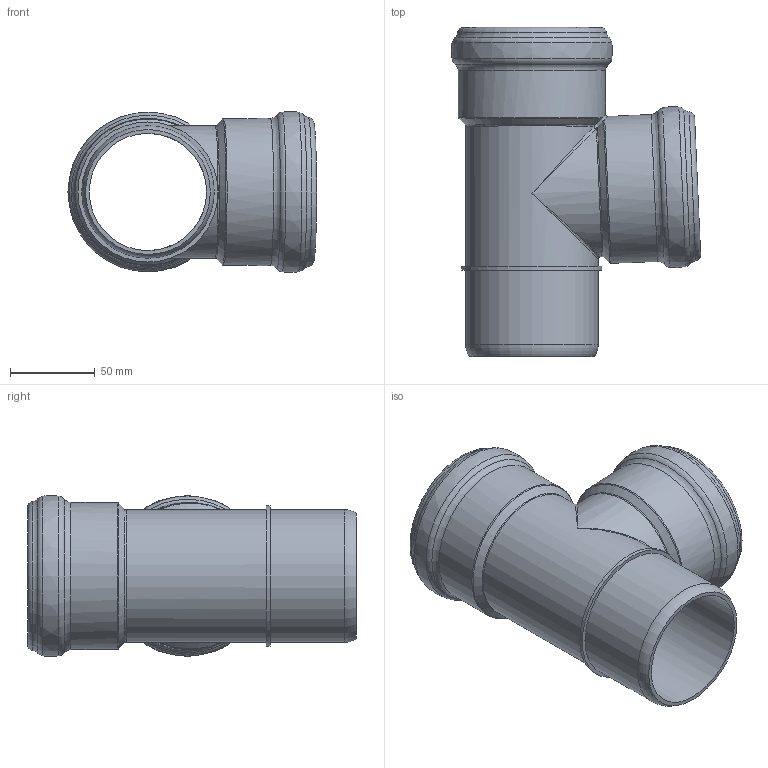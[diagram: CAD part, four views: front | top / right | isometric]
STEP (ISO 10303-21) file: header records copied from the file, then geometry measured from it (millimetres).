
FILE_DESCRIPTION(/* description */ (''),/* implementation_level */ '2;1');
FILE_NAME(/* name */ '333400z.stp',/* time_stamp */ '2024-10-01T11:38:36+02:00',/* author */ ('corinna'),/* organization */ (''),/* preprocessor_version */ 'ST-DEVELOPER v20',/* originating_system */ 'Autodesk Inventor 2024',/* authorisation */ '');
FILE_SCHEMA (('AUTOMOTIVE_DESIGN { 1 0 10303 214 3 1 1 }'));
Length unit declared in the file: millimetre
Products named in the file (1): 333400 SKOLANsafeEA Abzweiger DN_OD 78_78_87°
Bounding box: 146.67 x 193.6 x 94.8 mm (x, y, z)
Volume: 270027.1 mm3; surface area: 129077.8 mm2
Topology: 1 solids, 1 shells, 60 faces, 171 edges, 109 vertices
Faces by surface type: torus 29, cylinder 14, cone 8, bspline 6, plane 3
Full cylindrical faces by diameter (mm): 69 x2, 78 x2, 78.4 x2, 78.7 x2, 82.4 x1, 86.6 x2, 87.6 x2
Entity records: 44409 total; most frequent: CARTESIAN_POINT 42762, DIRECTION 379, ORIENTED_EDGE 334, AXIS2_PLACEMENT_3D 180, EDGE_CURVE 167, CIRCLE 113, VERTEX_POINT 109, EDGE_LOOP 64
